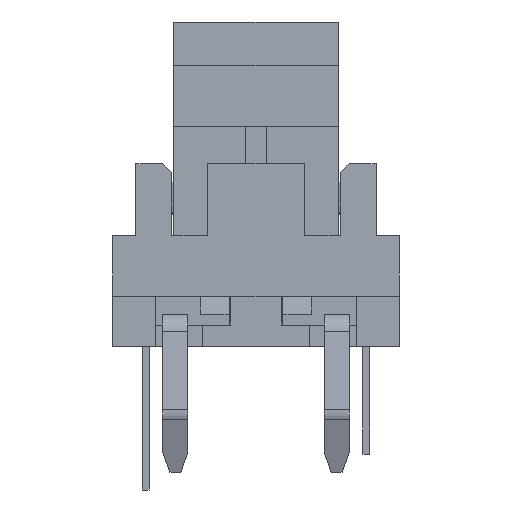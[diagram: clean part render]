
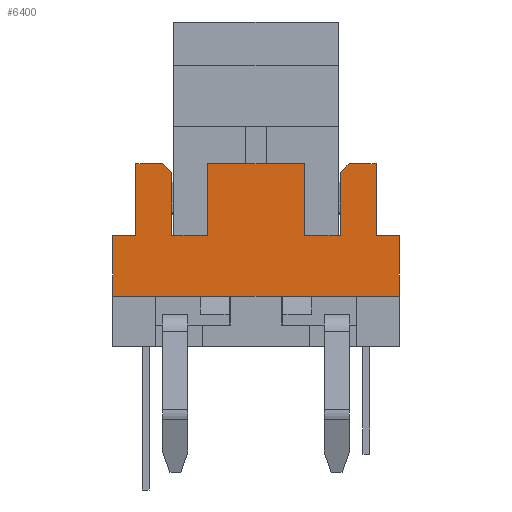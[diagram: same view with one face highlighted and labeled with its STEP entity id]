
A CAD part, left-side view. The second image highlights one B-rep face of the part: STEP entity #6400.
In plain terms, the highlighted planar face has unit normal (-1, 0, 0).
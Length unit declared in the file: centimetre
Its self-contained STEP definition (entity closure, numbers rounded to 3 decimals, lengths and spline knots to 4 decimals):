
#204=PLANE('',#6781);
#689=LINE('',#9413,#1541);
#795=LINE('',#9632,#1647);
#828=LINE('',#9700,#1680);
#832=LINE('',#9707,#1684);
#835=LINE('',#9713,#1687);
#867=LINE('',#9777,#1719);
#869=LINE('',#9781,#1721);
#870=LINE('',#9782,#1722);
#871=LINE('',#9784,#1723);
#872=LINE('',#9785,#1724);
#873=LINE('',#9787,#1725);
#874=LINE('',#9789,#1726);
#875=LINE('',#9791,#1727);
#876=LINE('',#9793,#1728);
#877=LINE('',#9795,#1729);
#878=LINE('',#9797,#1730);
#879=LINE('',#9799,#1731);
#880=LINE('',#9800,#1732);
#881=LINE('',#9802,#1733);
#882=LINE('',#9803,#1734);
#1541=VECTOR('',#7638,1.);
#1647=VECTOR('',#7826,1.);
#1680=VECTOR('',#7875,1.);
#1684=VECTOR('',#7881,1.);
#1687=VECTOR('',#7886,1.);
#1719=VECTOR('',#7932,1.);
#1721=VECTOR('',#7936,1.);
#1722=VECTOR('',#7937,1.);
#1723=VECTOR('',#7938,1.);
#1724=VECTOR('',#7939,1.);
#1725=VECTOR('',#7940,1.);
#1726=VECTOR('',#7941,1.);
#1727=VECTOR('',#7942,1.);
#1728=VECTOR('',#7943,1.);
#1729=VECTOR('',#7944,1.);
#1730=VECTOR('',#7945,1.);
#1731=VECTOR('',#7946,1.);
#1732=VECTOR('',#7947,1.);
#1733=VECTOR('',#7948,1.);
#1734=VECTOR('',#7949,1.);
#2256=FACE_OUTER_BOUND('',#2602,.T.);
#2602=EDGE_LOOP('',(#5315,#5316,#5317,#5318,#5319,#5320,#5321,#5322,#5323,
#5324,#5325,#5326,#5327,#5328,#5329,#5330,#5331,#5332,#5333,#5334));
#3092=VERTEX_POINT('',#9386);
#3105=VERTEX_POINT('',#9411);
#3176=VERTEX_POINT('',#9629);
#3177=VERTEX_POINT('',#9631);
#3203=VERTEX_POINT('',#9697);
#3204=VERTEX_POINT('',#9699);
#3206=VERTEX_POINT('',#9705);
#3208=VERTEX_POINT('',#9711);
#3232=VERTEX_POINT('',#9774);
#3233=VERTEX_POINT('',#9776);
#3234=VERTEX_POINT('',#9780);
#3235=VERTEX_POINT('',#9783);
#3236=VERTEX_POINT('',#9786);
#3237=VERTEX_POINT('',#9788);
#3238=VERTEX_POINT('',#9790);
#3239=VERTEX_POINT('',#9792);
#3240=VERTEX_POINT('',#9794);
#3241=VERTEX_POINT('',#9796);
#3242=VERTEX_POINT('',#9798);
#3243=VERTEX_POINT('',#9801);
#3818=EDGE_CURVE('',#3105,#3092,#689,.T.);
#3926=EDGE_CURVE('',#3177,#3176,#795,.T.);
#3959=EDGE_CURVE('',#3204,#3203,#828,.T.);
#3963=EDGE_CURVE('',#3206,#3203,#832,.T.);
#3966=EDGE_CURVE('',#3206,#3208,#835,.T.);
#3998=EDGE_CURVE('',#3232,#3233,#867,.T.);
#4000=EDGE_CURVE('',#3234,#3232,#869,.T.);
#4001=EDGE_CURVE('',#3234,#3177,#870,.T.);
#4002=EDGE_CURVE('',#3235,#3176,#871,.T.);
#4003=EDGE_CURVE('',#3235,#3092,#872,.T.);
#4004=EDGE_CURVE('',#3105,#3236,#873,.T.);
#4005=EDGE_CURVE('',#3236,#3237,#874,.T.);
#4006=EDGE_CURVE('',#3237,#3238,#875,.T.);
#4007=EDGE_CURVE('',#3238,#3239,#876,.T.);
#4008=EDGE_CURVE('',#3240,#3239,#877,.T.);
#4009=EDGE_CURVE('',#3241,#3240,#878,.T.);
#4010=EDGE_CURVE('',#3241,#3242,#879,.T.);
#4011=EDGE_CURVE('',#3242,#3204,#880,.T.);
#4012=EDGE_CURVE('',#3208,#3243,#881,.T.);
#4013=EDGE_CURVE('',#3243,#3233,#882,.T.);
#5315=ORIENTED_EDGE('',*,*,#3998,.F.);
#5316=ORIENTED_EDGE('',*,*,#4000,.F.);
#5317=ORIENTED_EDGE('',*,*,#4001,.T.);
#5318=ORIENTED_EDGE('',*,*,#3926,.T.);
#5319=ORIENTED_EDGE('',*,*,#4002,.F.);
#5320=ORIENTED_EDGE('',*,*,#4003,.T.);
#5321=ORIENTED_EDGE('',*,*,#3818,.F.);
#5322=ORIENTED_EDGE('',*,*,#4004,.T.);
#5323=ORIENTED_EDGE('',*,*,#4005,.T.);
#5324=ORIENTED_EDGE('',*,*,#4006,.T.);
#5325=ORIENTED_EDGE('',*,*,#4007,.T.);
#5326=ORIENTED_EDGE('',*,*,#4008,.F.);
#5327=ORIENTED_EDGE('',*,*,#4009,.F.);
#5328=ORIENTED_EDGE('',*,*,#4010,.T.);
#5329=ORIENTED_EDGE('',*,*,#4011,.T.);
#5330=ORIENTED_EDGE('',*,*,#3959,.T.);
#5331=ORIENTED_EDGE('',*,*,#3963,.F.);
#5332=ORIENTED_EDGE('',*,*,#3966,.T.);
#5333=ORIENTED_EDGE('',*,*,#4012,.T.);
#5334=ORIENTED_EDGE('',*,*,#4013,.T.);
#6400=ADVANCED_FACE('',(#2256),#204,.T.);
#6781=AXIS2_PLACEMENT_3D('',#9779,#7934,#7935);
#7638=DIRECTION('',(0.,1.,0.));
#7826=DIRECTION('',(0.,1.,0.));
#7875=DIRECTION('',(0.,0.,1.));
#7881=DIRECTION('',(0.,-1.,0.));
#7886=DIRECTION('',(0.,0.,-1.));
#7932=DIRECTION('',(0.,-0.707,-0.707));
#7934=DIRECTION('center_axis',(-1.,0.,0.));
#7935=DIRECTION('ref_axis',(0.,-1.,0.));
#7936=DIRECTION('',(0.,-1.,0.));
#7937=DIRECTION('',(0.,0.,-1.));
#7938=DIRECTION('',(0.,0.,1.));
#7939=DIRECTION('',(0.,-1.,0.));
#7940=DIRECTION('',(0.,-1.,0.));
#7941=DIRECTION('',(0.,0.,1.));
#7942=DIRECTION('',(0.,1.,0.));
#7943=DIRECTION('',(0.,0.,1.));
#7944=DIRECTION('',(0.,-1.,0.));
#7945=DIRECTION('',(0.,-0.707,0.707));
#7946=DIRECTION('',(0.,0.,-1.));
#7947=DIRECTION('',(0.,1.,0.));
#7948=DIRECTION('',(0.,1.,0.));
#7949=DIRECTION('',(0.,0.,1.));
#9386=CARTESIAN_POINT('',(-0.4,0.28,0.14));
#9411=CARTESIAN_POINT('',(-0.4,-0.28,0.14));
#9413=CARTESIAN_POINT('',(-0.4,-0.4,0.14));
#9629=CARTESIAN_POINT('',(-0.4,0.4,0.31));
#9631=CARTESIAN_POINT('',(-0.4,0.335,0.31));
#9632=CARTESIAN_POINT('',(-0.4,0.3838,0.31));
#9697=CARTESIAN_POINT('',(-0.4,-0.135,0.51));
#9699=CARTESIAN_POINT('',(-0.4,-0.135,0.31));
#9700=CARTESIAN_POINT('',(-0.4,-0.135,0.325));
#9705=CARTESIAN_POINT('',(-0.4,0.135,0.51));
#9707=CARTESIAN_POINT('',(-0.4,-0.4,0.51));
#9711=CARTESIAN_POINT('',(-0.4,0.135,0.31));
#9713=CARTESIAN_POINT('',(-0.4,0.135,0.325));
#9774=CARTESIAN_POINT('',(-0.4,0.26,0.51));
#9776=CARTESIAN_POINT('',(-0.4,0.235,0.485));
#9777=CARTESIAN_POINT('',(-0.4,0.1963,0.4463));
#9779=CARTESIAN_POINT('Origin',(-0.4,0.4,0.14));
#9780=CARTESIAN_POINT('',(-0.4,0.335,0.51));
#9781=CARTESIAN_POINT('',(-0.4,-0.4,0.51));
#9782=CARTESIAN_POINT('',(-0.4,0.335,0.325));
#9783=CARTESIAN_POINT('',(-0.4,0.4,0.14));
#9784=CARTESIAN_POINT('',(-0.4,0.4,0.14));
#9785=CARTESIAN_POINT('',(-0.4,-0.4,0.14));
#9786=CARTESIAN_POINT('',(-0.4,-0.4,0.14));
#9787=CARTESIAN_POINT('',(-0.4,-0.4,0.14));
#9788=CARTESIAN_POINT('',(-0.4,-0.4,0.31));
#9789=CARTESIAN_POINT('',(-0.4,-0.4,0.14));
#9790=CARTESIAN_POINT('',(-0.4,-0.335,0.31));
#9791=CARTESIAN_POINT('',(-0.4,0.0163,0.31));
#9792=CARTESIAN_POINT('',(-0.4,-0.335,0.51));
#9793=CARTESIAN_POINT('',(-0.4,-0.335,0.325));
#9794=CARTESIAN_POINT('',(-0.4,-0.26,0.51));
#9795=CARTESIAN_POINT('',(-0.4,-0.4,0.51));
#9796=CARTESIAN_POINT('',(-0.4,-0.235,0.485));
#9797=CARTESIAN_POINT('',(-0.4,0.0038,0.2463));
#9798=CARTESIAN_POINT('',(-0.4,-0.235,0.31));
#9799=CARTESIAN_POINT('',(-0.4,-0.235,0.325));
#9800=CARTESIAN_POINT('',(-0.4,0.1075,0.31));
#9801=CARTESIAN_POINT('',(-0.4,0.235,0.31));
#9802=CARTESIAN_POINT('',(-0.4,0.2925,0.31));
#9803=CARTESIAN_POINT('',(-0.4,0.235,0.325));
